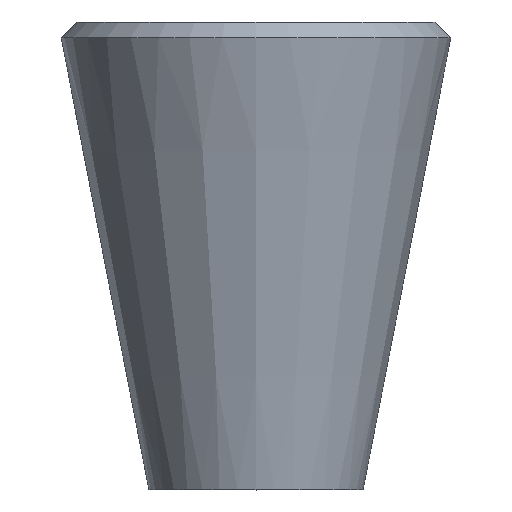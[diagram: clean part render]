
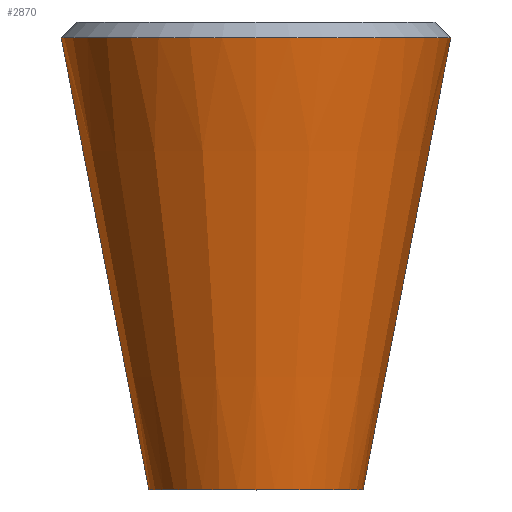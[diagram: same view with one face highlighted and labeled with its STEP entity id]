
A CAD part, top view. The second image highlights one B-rep face of the part: STEP entity #2870.
In plain terms, the highlighted conical face has half-angle 10.977 degrees and reference radius 10 mm.
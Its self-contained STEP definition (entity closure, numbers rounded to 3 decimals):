
#310=CARTESIAN_POINT('',(10.,23.2,0.));
#320=VERTEX_POINT('',#310);
#400=CARTESIAN_POINT('',(-10.,23.2,0.));
#410=VERTEX_POINT('',#400);
#440=CARTESIAN_POINT('',(0.,23.2,0.));
#450=DIRECTION('',(0.,1.,0.));
#460=DIRECTION('',(-1.,0.,0.));
#470=AXIS2_PLACEMENT_3D('',#440,#450,#460);
#480=CIRCLE('',#470,10.);
#590=CARTESIAN_POINT('',(10.,23.2,0.));
#600=DIRECTION('',(0.19,0.982,0.));
#610=VECTOR('',#600,52.516);
#620=LINE('',#590,#610);
#630=CARTESIAN_POINT('',(5.5,0.,0.));
#640=VERTEX_POINT('',#630);
#650=EDGE_CURVE('',#640,#320,#620,.T.);
#680=CARTESIAN_POINT('',(-10.,23.2,0.));
#690=DIRECTION('',(-0.19,0.982,
0.));
#700=VECTOR('',#690,52.516);
#710=LINE('',#680,#700);
#720=CARTESIAN_POINT('',(-5.5,0.,0.)
);
#730=VERTEX_POINT('',#720);
#740=EDGE_CURVE('',#730,#410,#710,.T.);
#760=CARTESIAN_POINT('',(0.,0.,0.));
#770=DIRECTION('',(0.,1.,0.));
#780=DIRECTION('',(-1.,0.,0.));
#790=AXIS2_PLACEMENT_3D('',#760,#770,#780);
#800=CIRCLE('',#790,5.5);
#910=EDGE_CURVE('',#730,#640,#800,.T.);
#2750=CARTESIAN_POINT('',(0.,23.2,0.));
#2760=DIRECTION('',(0.,1.,0.));
#2770=DIRECTION('',(1.,-0.,0.));
#2780=AXIS2_PLACEMENT_3D('',#2750,#2760,#2770);
#2790=CONICAL_SURFACE('',#2780,10.,0.192);
#2800=ORIENTED_EDGE('',*,*,#910,.T.);
#2810=ORIENTED_EDGE('',*,*,#740,.F.);
#2820=EDGE_CURVE('',#410,#320,#480,.T.);
#2830=ORIENTED_EDGE('',*,*,#2820,.F.);
#2840=ORIENTED_EDGE('',*,*,#650,.T.);
#2850=EDGE_LOOP('',(#2840,#2830,#2810,#2800));
#2860=FACE_OUTER_BOUND('',#2850,.T.);
#2870=ADVANCED_FACE('',(#2860),#2790,.T.);
